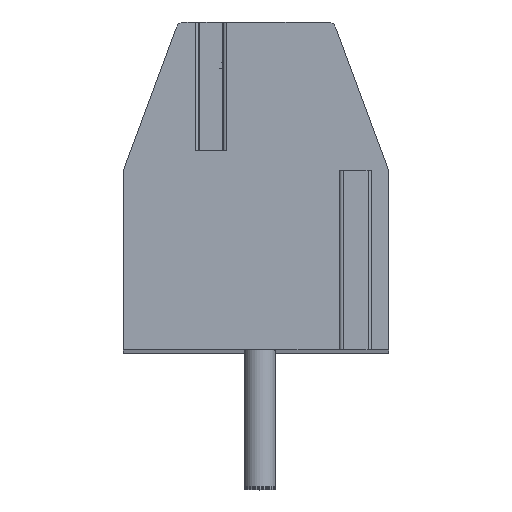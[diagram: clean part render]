
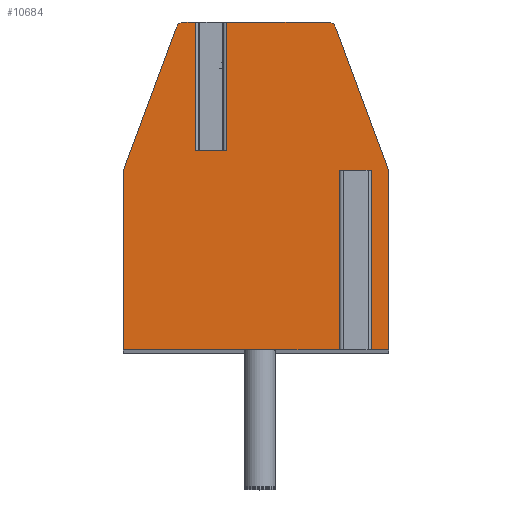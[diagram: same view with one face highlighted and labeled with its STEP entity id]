
A CAD part, top view. The second image highlights one B-rep face of the part: STEP entity #10684.
In plain terms, the highlighted planar face has unit normal (0, 0, 1).
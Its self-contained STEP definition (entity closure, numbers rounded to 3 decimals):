
#1=DIRECTION('',(1.,0.,0.));
#2=VECTOR('',#1,0.796);
#3=CARTESIAN_POINT('',(-1.548,0.9,50.75));
#4=LINE('',#3,#2);
#5=DIRECTION('',(0.,1.,0.));
#6=VECTOR('',#5,3.3);
#7=CARTESIAN_POINT('',(-0.752,0.9,50.75));
#8=LINE('',#7,#6);
#9=DIRECTION('',(-1.,0.,0.));
#10=VECTOR('',#9,2.603);
#11=CARTESIAN_POINT('',(1.851,4.2,50.75));
#12=LINE('',#11,#10);
#13=CARTESIAN_POINT('',(1.851,4.,50.75));
#14=DIRECTION('',(0.,0.,1.));
#15=DIRECTION('',(0.938,0.348,0.));
#16=AXIS2_PLACEMENT_3D('',#13,#14,#15);
#18=DIRECTION('',(-0.348,0.938,0.));
#19=VECTOR('',#18,3.914);
#20=CARTESIAN_POINT('',(3.4,0.4,50.75));
#21=LINE('',#20,#19);
#22=DIRECTION('',(0.,1.,0.));
#23=VECTOR('',#22,4.6);
#24=CARTESIAN_POINT('',(3.4,-4.2,50.75));
#25=LINE('',#24,#23);
#26=DIRECTION('',(1.,0.,0.));
#27=VECTOR('',#26,0.634);
#28=CARTESIAN_POINT('',(2.766,-4.2,50.75));
#29=LINE('',#28,#27);
#30=DIRECTION('',(0.,1.,0.));
#31=VECTOR('',#30,4.6);
#32=CARTESIAN_POINT('',(2.766,-4.2,50.75));
#33=LINE('',#32,#31);
#34=DIRECTION('',(-1.,0.,0.));
#35=VECTOR('',#34,0.43);
#36=CARTESIAN_POINT('',(2.766,0.4,50.75));
#37=LINE('',#36,#35);
#38=DIRECTION('',(0.,1.,0.));
#39=VECTOR('',#38,4.6);
#40=CARTESIAN_POINT('',(2.336,-4.2,50.75));
#41=LINE('',#40,#39);
#42=DIRECTION('',(1.,0.,0.));
#43=VECTOR('',#42,5.736);
#44=CARTESIAN_POINT('',(-3.4,-4.2,50.75));
#45=LINE('',#44,#43);
#46=DIRECTION('',(0.,-1.,0.));
#47=VECTOR('',#46,4.6);
#48=CARTESIAN_POINT('',(-3.4,0.4,50.75));
#49=LINE('',#48,#47);
#50=DIRECTION('',(-0.348,-0.938,0.));
#51=VECTOR('',#50,3.914);
#52=CARTESIAN_POINT('',(-2.038,4.07,50.75));
#53=LINE('',#52,#51);
#54=CARTESIAN_POINT('',(-1.851,4.,50.75));
#55=DIRECTION('',(0.,0.,1.));
#56=DIRECTION('',(0.,1.,0.));
#57=AXIS2_PLACEMENT_3D('',#54,#55,#56);
#59=DIRECTION('',(-1.,0.,0.));
#60=VECTOR('',#59,0.303);
#61=CARTESIAN_POINT('',(-1.548,4.2,50.75));
#62=LINE('',#61,#60);
#63=DIRECTION('',(0.,1.,0.));
#64=VECTOR('',#63,3.3);
#65=CARTESIAN_POINT('',(-1.548,0.9,50.75));
#66=LINE('',#65,#64);
#8351=CARTESIAN_POINT('',(-1.851,4.2,50.75));
#8352=CARTESIAN_POINT('',(-2.038,4.07,50.75));
#8353=VERTEX_POINT('',#8351);
#8354=VERTEX_POINT('',#8352);
#8355=CARTESIAN_POINT('',(-3.4,0.4,50.75));
#8356=VERTEX_POINT('',#8355);
#8357=CARTESIAN_POINT('',(-3.4,-4.2,50.75));
#8358=VERTEX_POINT('',#8357);
#8359=CARTESIAN_POINT('',(3.4,-4.2,50.75));
#8360=CARTESIAN_POINT('',(3.4,0.4,50.75));
#8361=VERTEX_POINT('',#8359);
#8362=VERTEX_POINT('',#8360);
#8363=CARTESIAN_POINT('',(2.038,4.07,50.75));
#8364=VERTEX_POINT('',#8363);
#8365=CARTESIAN_POINT('',(1.851,4.2,50.75));
#8366=VERTEX_POINT('',#8365);
#8407=CARTESIAN_POINT('',(2.766,0.4,50.75));
#8408=CARTESIAN_POINT('',(2.336,0.4,50.75));
#8409=VERTEX_POINT('',#8407);
#8410=VERTEX_POINT('',#8408);
#8411=CARTESIAN_POINT('',(2.336,-4.2,50.75));
#8412=VERTEX_POINT('',#8411);
#8413=CARTESIAN_POINT('',(2.766,-4.2,50.75));
#8414=VERTEX_POINT('',#8413);
#8475=CARTESIAN_POINT('',(-1.548,0.9,50.75));
#8476=CARTESIAN_POINT('',(-0.752,0.9,50.75));
#8477=VERTEX_POINT('',#8475);
#8478=VERTEX_POINT('',#8476);
#8479=CARTESIAN_POINT('',(-1.548,4.2,50.75));
#8480=VERTEX_POINT('',#8479);
#8481=CARTESIAN_POINT('',(-0.752,4.2,50.75));
#8482=VERTEX_POINT('',#8481);
#10645=CARTESIAN_POINT('',(0.,0.,50.75));
#10646=DIRECTION('',(0.,0.,1.));
#10647=DIRECTION('',(1.,0.,0.));
#10648=AXIS2_PLACEMENT_3D('',#10645,#10646,#10647);
#10649=PLANE('',#10648);
#10651=ORIENTED_EDGE('',*,*,#10650,.T.);
#10653=ORIENTED_EDGE('',*,*,#10652,.T.);
#10655=ORIENTED_EDGE('',*,*,#10654,.F.);
#10657=ORIENTED_EDGE('',*,*,#10656,.F.);
#10659=ORIENTED_EDGE('',*,*,#10658,.F.);
#10661=ORIENTED_EDGE('',*,*,#10660,.F.);
#10663=ORIENTED_EDGE('',*,*,#10662,.F.);
#10665=ORIENTED_EDGE('',*,*,#10664,.T.);
#10667=ORIENTED_EDGE('',*,*,#10666,.T.);
#10669=ORIENTED_EDGE('',*,*,#10668,.F.);
#10671=ORIENTED_EDGE('',*,*,#10670,.F.);
#10673=ORIENTED_EDGE('',*,*,#10672,.F.);
#10675=ORIENTED_EDGE('',*,*,#10674,.F.);
#10677=ORIENTED_EDGE('',*,*,#10676,.F.);
#10679=ORIENTED_EDGE('',*,*,#10678,.F.);
#10681=ORIENTED_EDGE('',*,*,#10680,.F.);
#10682=EDGE_LOOP('',(#10651,#10653,#10655,#10657,#10659,#10661,#10663,#10665,
#10667,#10669,#10671,#10673,#10675,#10677,#10679,#10681));
#10683=FACE_OUTER_BOUND('',#10682,.F.);
#10684=ADVANCED_FACE('',(#10683),#10649,.T.);
#17=CIRCLE('',#16,0.2);
#58=CIRCLE('',#57,0.2);
#10650=EDGE_CURVE('',#8477,#8478,#4,.T.);
#10652=EDGE_CURVE('',#8478,#8482,#8,.T.);
#10654=EDGE_CURVE('',#8366,#8482,#12,.T.);
#10656=EDGE_CURVE('',#8364,#8366,#17,.T.);
#10658=EDGE_CURVE('',#8362,#8364,#21,.T.);
#10660=EDGE_CURVE('',#8361,#8362,#25,.T.);
#10662=EDGE_CURVE('',#8414,#8361,#29,.T.);
#10664=EDGE_CURVE('',#8414,#8409,#33,.T.);
#10666=EDGE_CURVE('',#8409,#8410,#37,.T.);
#10668=EDGE_CURVE('',#8412,#8410,#41,.T.);
#10670=EDGE_CURVE('',#8358,#8412,#45,.T.);
#10672=EDGE_CURVE('',#8356,#8358,#49,.T.);
#10674=EDGE_CURVE('',#8354,#8356,#53,.T.);
#10676=EDGE_CURVE('',#8353,#8354,#58,.T.);
#10678=EDGE_CURVE('',#8480,#8353,#62,.T.);
#10680=EDGE_CURVE('',#8477,#8480,#66,.T.);
